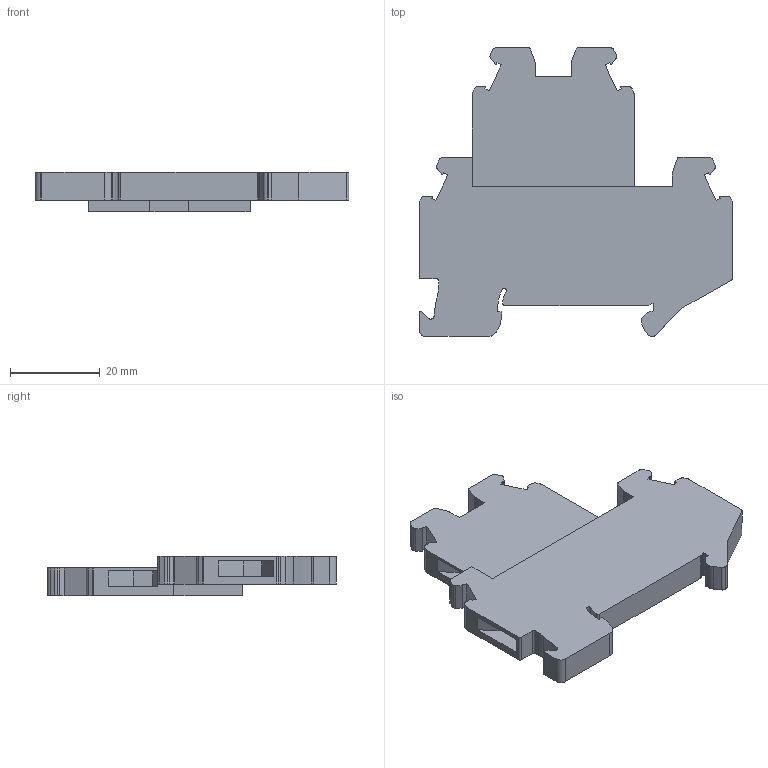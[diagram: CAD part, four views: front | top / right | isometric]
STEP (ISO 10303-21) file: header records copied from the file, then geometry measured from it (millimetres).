
FILE_DESCRIPTION(('OneSpaceDesigner STEP Export'),'2;1');
FILE_NAME('3044814_uttb_4_select.stp','2005-11-17T13:16:56',(''),(''),'OneSpace Designer STEP processor for AP203 (Solid Model)','OneSpace Designer 13.01 05-Feb-2005 (C) CoCreate Software GmbH','');
FILE_SCHEMA(('CONFIG_CONTROL_DESIGN'));
Length unit declared in the file: millimetre
Products named in the file (2): 3044814_uttb_4_select
Assembly tree (1 placements, depth 2):
  3044814_uttb_4_select
    3044814_uttb_4_select
Bounding box: 69.9 x 64.35 x 8.72 mm (x, y, z)
Volume: 17606.8 mm3; surface area: 8981.2 mm2
Topology: 1 solids, 1 shells, 205 faces, 587 edges, 391 vertices
Faces by surface type: plane 122, cylinder 82, extrusion 1
Entity records: 8228 total; most frequent: CARTESIAN_POINT 1184, ORIENTED_EDGE 1174, DIRECTION 1004, EDGE_CURVE 587, VECTOR 416, LINE 415, VERTEX_POINT 391, AXIS2_PLACEMENT_3D 294
